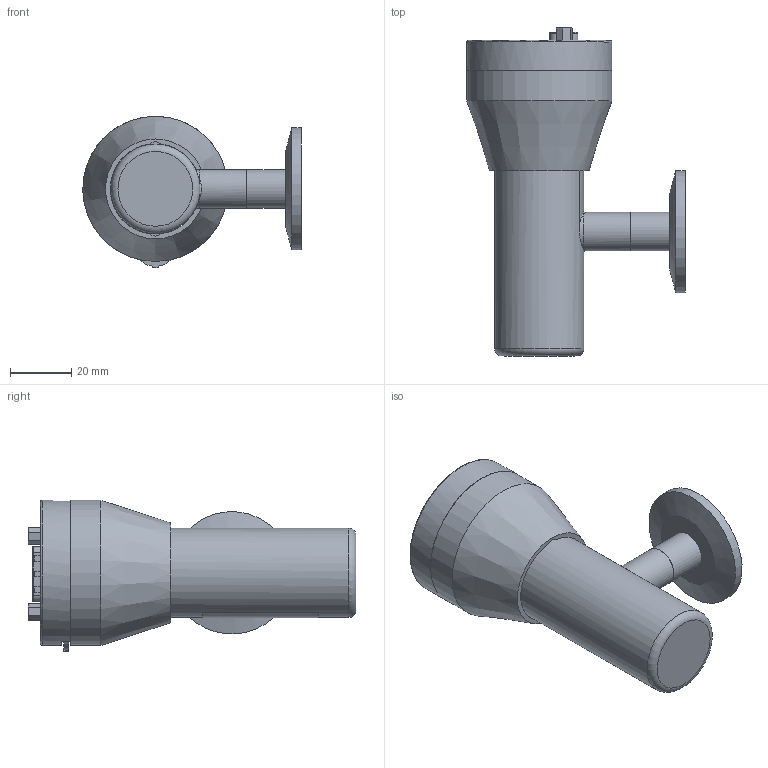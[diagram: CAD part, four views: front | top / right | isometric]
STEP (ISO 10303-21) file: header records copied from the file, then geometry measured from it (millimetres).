
FILE_DESCRIPTION (( 'STEP AP214' ), '1' );
FILE_NAME ('PGE300 Pirani Gauge Enhanced KF25.STEP', '2018-04-25T13:33:37', ( '' ), ( '' ), 'SwSTEP 2.0', 'SolidWorks 2013', '' );
FILE_SCHEMA (( 'AUTOMOTIVE_DESIGN' ));
Length unit declared in the file: inch
Products named in the file (1): PGE300 Pirani Gauge Enhanced KF25
Bounding box: 71.12 x 106.87 x 49.28 mm (x, y, z)
Surface area: 29667 mm2 (no closed solid volume)
Topology: 0 solids, 19 shells, 328 faces, 1383 edges, 1026 vertices
Faces by surface type: plane 207, bspline 59, cylinder 57, cone 3, torus 2
Full cylindrical faces by diameter (mm): 0.61 x9, 1.27 x4, 2.54 x2, 2.794 x2, 10.084 x1, 12.573 x2, 12.598 x1, 25.4 x1, 26.416 x1, 29.083 x1, 39.878 x1, 43.18 x1, 44.704 x1, 45.212 x1, 47.244 x1, 47.248 x1
Entity records: 23047 total; most frequent: CARTESIAN_POINT 8458, ORIENTED_EDGE 1911, DIRECTION 1818, EDGE_CURVE 1338, VERTEX_POINT 1016, LINE 920, VECTOR 920, AXIS2_PLACEMENT_3D 449
